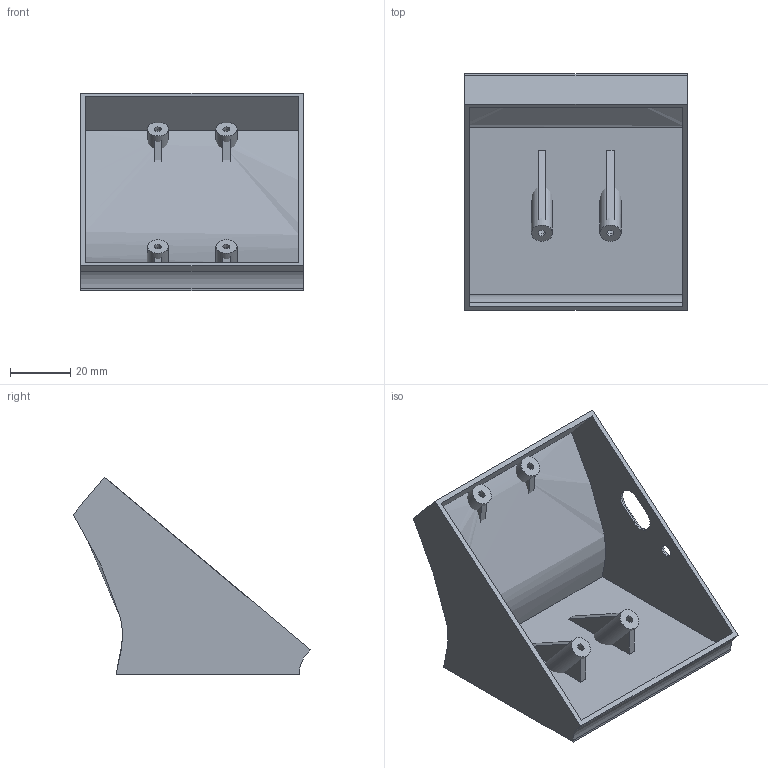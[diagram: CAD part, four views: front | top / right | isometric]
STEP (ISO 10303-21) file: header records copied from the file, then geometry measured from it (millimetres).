
FILE_DESCRIPTION(/* description */ (''),/* implementation_level */ '2;1');
FILE_NAME(/* name */ 'macropad_case_design.step',/* time_stamp */ '2024-03-30T11:10:30+01:00',/* author */ (''),/* organization */ (''),/* preprocessor_version */ 'ST-DEVELOPER v20',/* originating_system */ 'Autodesk Translation Framework v12.20.1.177',/* authorisation */ '');
FILE_SCHEMA (('AUTOMOTIVE_DESIGN { 1 0 10303 214 3 1 1 }'));
Length unit declared in the file: millimetre
Products named in the file (1): CASE
Bounding box: 74.2 x 78.69 x 65.76 mm (x, y, z)
Volume: 25400 mm3; surface area: 33579.9 mm2
Topology: 11 solids, 11 shells, 99 faces, 216 edges, 144 vertices
Faces by surface type: plane 60, cylinder 28, bspline 6, torus 5
Full cylindrical faces by diameter (mm): 2.4 x4, 4 x1, 5 x8, 7 x4
Entity records: 3965 total; most frequent: CARTESIAN_POINT 1723, DIRECTION 441, ORIENTED_EDGE 432, EDGE_CURVE 216, AXIS2_PLACEMENT_3D 161, VERTEX_POINT 144, EDGE_LOOP 124, LINE 119
